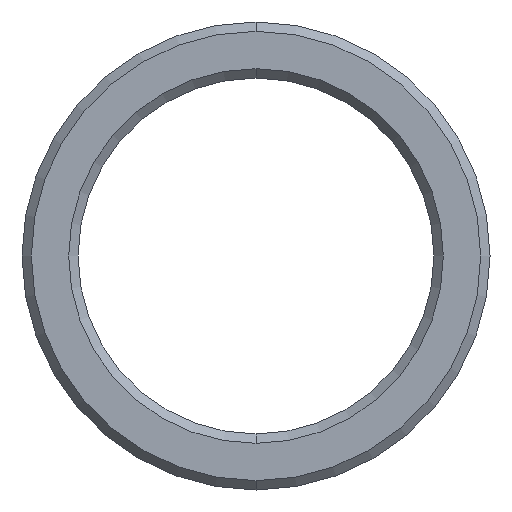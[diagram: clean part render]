
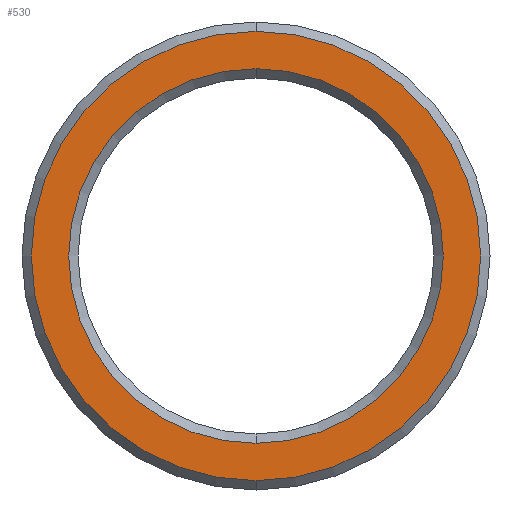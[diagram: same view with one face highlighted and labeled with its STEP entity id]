
A CAD part, front view. The second image highlights one B-rep face of the part: STEP entity #530.
In plain terms, the highlighted planar face has unit normal (0, -1, 0).
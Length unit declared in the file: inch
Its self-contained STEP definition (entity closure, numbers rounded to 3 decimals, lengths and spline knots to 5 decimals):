
#39 = CARTESIAN_POINT ( 'NONE',  ( 0., 0., 0. ) ) ;
#42 = DIRECTION ( 'NONE',  ( 0., 0., 1. ) ) ;
#100 = CARTESIAN_POINT ( 'NONE',  ( 0., 0., -0.23985 ) ) ;
#104 = DIRECTION ( 'NONE',  ( 0., 0., 1. ) ) ;
#109 = CARTESIAN_POINT ( 'NONE',  ( 0., 0., 0. ) ) ;
#150 = VERTEX_POINT ( 'NONE', #100 ) ;
#175 = VERTEX_POINT ( 'NONE', #849 ) ;
#184 = CARTESIAN_POINT ( 'NONE',  ( 0., 0., 0. ) ) ;
#203 = EDGE_CURVE ( 'NONE', #676, #175, #927, .T. ) ;
#212 = DIRECTION ( 'NONE',  ( 0., 1., 0. ) ) ;
#214 = CARTESIAN_POINT ( 'NONE',  ( 0., 0., 0. ) ) ;
#244 = FACE_OUTER_BOUND ( 'NONE', #428, .T. ) ;
#263 = DIRECTION ( 'NONE',  ( 0., 1., 0. ) ) ;
#265 = DIRECTION ( 'NONE',  ( 0., 0., 1. ) ) ;
#281 = VERTEX_POINT ( 'NONE', #396 ) ;
#297 = AXIS2_PLACEMENT_3D ( 'NONE', #646, #212, #721 ) ;
#339 = CIRCLE ( 'NONE', #353, 0.23985 ) ;
#341 = AXIS2_PLACEMENT_3D ( 'NONE', #184, #687, #265 ) ;
#353 = AXIS2_PLACEMENT_3D ( 'NONE', #39, #538, #104 ) ;
#359 = DIRECTION ( 'NONE',  ( 0., 1., 0. ) ) ;
#363 = ORIENTED_EDGE ( 'NONE', *, *, #203, .T. ) ;
#396 = CARTESIAN_POINT ( 'NONE',  ( 0., 0., 0.23985 ) ) ;
#410 = EDGE_CURVE ( 'NONE', #150, #281, #339, .T. ) ;
#428 = EDGE_LOOP ( 'NONE', ( #741, #642 ) ) ;
#439 = FACE_BOUND ( 'NONE', #524, .T. ) ;
#443 = EDGE_CURVE ( 'NONE', #175, #676, #697, .T. ) ;
#506 = AXIS2_PLACEMENT_3D ( 'NONE', #109, #263, #42 ) ;
#524 = EDGE_LOOP ( 'NONE', ( #730, #363 ) ) ;
#526 = CARTESIAN_POINT ( 'NONE',  ( 0., 0., 0.2 ) ) ;
#530 = ADVANCED_FACE ( 'NONE', ( #439, #244 ), #791, .F. ) ;
#538 = DIRECTION ( 'NONE',  ( 0., -1., 0. ) ) ;
#572 = AXIS2_PLACEMENT_3D ( 'NONE', #214, #359, #865 ) ;
#642 = ORIENTED_EDGE ( 'NONE', *, *, #410, .T. ) ;
#646 = CARTESIAN_POINT ( 'NONE',  ( 0., 0., 0. ) ) ;
#676 = VERTEX_POINT ( 'NONE', #526 ) ;
#687 = DIRECTION ( 'NONE',  ( 0., -1., 0. ) ) ;
#697 = CIRCLE ( 'NONE', #297, 0.2 ) ;
#721 = DIRECTION ( 'NONE',  ( 0., 0., 1. ) ) ;
#730 = ORIENTED_EDGE ( 'NONE', *, *, #443, .T. ) ;
#741 = ORIENTED_EDGE ( 'NONE', *, *, #872, .T. ) ;
#765 = CIRCLE ( 'NONE', #341, 0.23985 ) ;
#791 = PLANE ( 'NONE',  #572 ) ;
#849 = CARTESIAN_POINT ( 'NONE',  ( 0., 0., -0.2 ) ) ;
#865 = DIRECTION ( 'NONE',  ( 0., 0., 1. ) ) ;
#872 = EDGE_CURVE ( 'NONE', #281, #150, #765, .T. ) ;
#927 = CIRCLE ( 'NONE', #506, 0.2 ) ;
